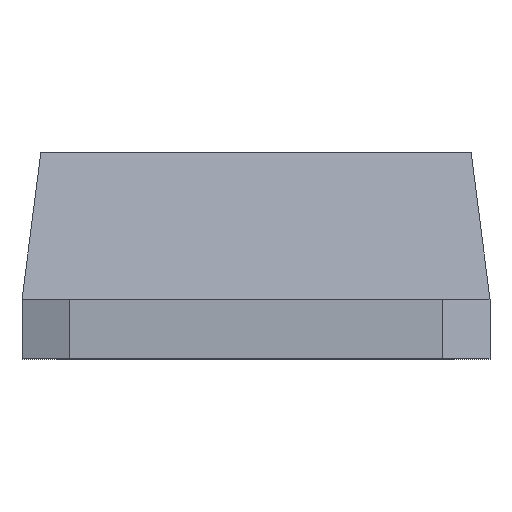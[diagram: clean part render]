
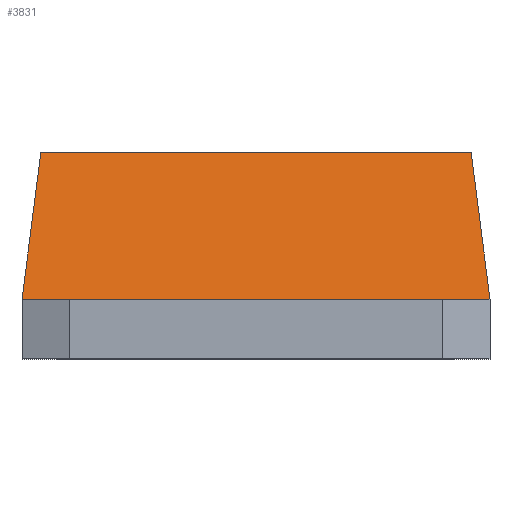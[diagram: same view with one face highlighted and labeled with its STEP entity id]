
A CAD part, top view. The second image highlights one B-rep face of the part: STEP entity #3831.
In plain terms, the highlighted planar face has unit normal (0, 0.202, 0.979).
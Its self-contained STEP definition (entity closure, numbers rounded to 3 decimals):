
#576 = CARTESIAN_POINT ( 'NONE',  ( 5., -0.93, 4.625 ) ) ;
#869 = LINE ( 'NONE', #576, #1948 ) ;
#878 = VECTOR ( 'NONE', #1951, 1000. ) ;
#888 = DIRECTION ( 'NONE',  ( -1., 0., 0. ) ) ;
#983 = FACE_OUTER_BOUND ( 'NONE', #1954, .T. ) ;
#1132 = LINE ( 'NONE', #1432, #3572 ) ;
#1432 = CARTESIAN_POINT ( 'NONE',  ( -4.844, 0.285, 4.374 ) ) ;
#1822 = VERTEX_POINT ( 'NONE', #2826 ) ;
#1830 = AXIS2_PLACEMENT_3D ( 'NONE', #2295, #5680, #6193 ) ;
#1867 = EDGE_CURVE ( 'NONE', #5196, #1822, #869, .T. ) ;
#1948 = VECTOR ( 'NONE', #2167, 1000. ) ;
#1951 = DIRECTION ( 'NONE',  ( -0.125, 0.972, -0.201 ) ) ;
#1954 = EDGE_LOOP ( 'NONE', ( #2330, #2530, #6581, #5586 ) ) ;
#2136 = EDGE_CURVE ( 'NONE', #5509, #1822, #1132, .T. ) ;
#2167 = DIRECTION ( 'NONE',  ( -1., 0., 0. ) ) ;
#2169 = VECTOR ( 'NONE', #888, 1000. ) ;
#2295 = CARTESIAN_POINT ( 'NONE',  ( 5., -0.93, 4.625 ) ) ;
#2330 = ORIENTED_EDGE ( 'NONE', *, *, #2975, .T. ) ;
#2530 = ORIENTED_EDGE ( 'NONE', *, *, #2136, .T. ) ;
#2826 = CARTESIAN_POINT ( 'NONE',  ( -5., -0.93, 4.625 ) ) ;
#2936 = CARTESIAN_POINT ( 'NONE',  ( 4.597, 2.2, 3.978 ) ) ;
#2975 = EDGE_CURVE ( 'NONE', #6531, #5509, #4531, .T. ) ;
#3572 = VECTOR ( 'NONE', #7017, 1000. ) ;
#3676 = CARTESIAN_POINT ( 'NONE',  ( 5., 2.2, 3.978 ) ) ;
#3831 = ADVANCED_FACE ( 'NONE', ( #983 ), #5658, .F. ) ;
#4531 = LINE ( 'NONE', #3676, #2169 ) ;
#4811 = CARTESIAN_POINT ( 'NONE',  ( 5., -0.93, 4.625 ) ) ;
#5078 = CARTESIAN_POINT ( 'NONE',  ( -4.597, 2.2, 3.978 ) ) ;
#5196 = VERTEX_POINT ( 'NONE', #4811 ) ;
#5509 = VERTEX_POINT ( 'NONE', #5078 ) ;
#5586 = ORIENTED_EDGE ( 'NONE', *, *, #6185, .T. ) ;
#5658 = PLANE ( 'NONE',  #1830 ) ;
#5680 = DIRECTION ( 'NONE',  ( 0., -0.202, -0.979 ) ) ;
#5839 = CARTESIAN_POINT ( 'NONE',  ( 5., -0.93, 4.625 ) ) ;
#6185 = EDGE_CURVE ( 'NONE', #5196, #6531, #7283, .T. ) ;
#6193 = DIRECTION ( 'NONE',  ( 0., 0.979, -0.202 ) ) ;
#6531 = VERTEX_POINT ( 'NONE', #2936 ) ;
#6581 = ORIENTED_EDGE ( 'NONE', *, *, #1867, .F. ) ;
#7017 = DIRECTION ( 'NONE',  ( -0.125, -0.972, 0.201 ) ) ;
#7283 = LINE ( 'NONE', #5839, #878 ) ;
